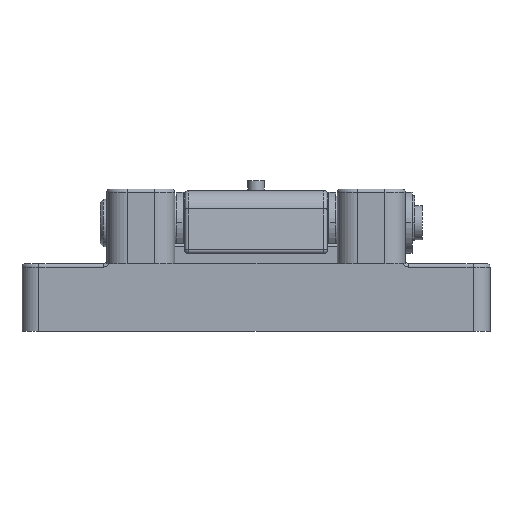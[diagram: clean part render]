
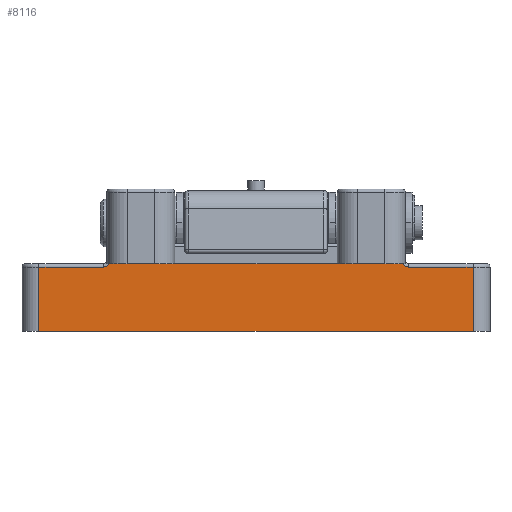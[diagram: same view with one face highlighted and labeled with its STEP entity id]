
A CAD part, left-side view. The second image highlights one B-rep face of the part: STEP entity #8116.
In plain terms, the highlighted face is planar.
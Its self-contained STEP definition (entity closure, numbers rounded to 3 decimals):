
#211 = CARTESIAN_POINT ( 'NONE',  ( 11., 45., -10. ) ) ;
#324 = CARTESIAN_POINT ( 'NONE',  ( 6.8, 25., -10. ) ) ;
#824 = VECTOR ( 'NONE', #9482, 1000. ) ;
#1006 = AXIS2_PLACEMENT_3D ( 'NONE', #211, #8019, #13660 ) ;
#1164 = ORIENTED_EDGE ( 'NONE', *, *, #15941, .T. ) ;
#1273 = DIRECTION ( 'NONE',  ( 1., 0., 0. ) ) ;
#1282 = VERTEX_POINT ( 'NONE', #10818 ) ;
#1376 = VERTEX_POINT ( 'NONE', #3450 ) ;
#1459 = VERTEX_POINT ( 'NONE', #14490 ) ;
#1471 = CARTESIAN_POINT ( 'NONE',  ( 6.8, -24., -10. ) ) ;
#1624 = CARTESIAN_POINT ( 'NONE',  ( 0., -43., -10. ) ) ;
#1709 = DIRECTION ( 'NONE',  ( 0., -1., 0. ) ) ;
#1766 = ORIENTED_EDGE ( 'NONE', *, *, #8735, .T. ) ;
#1862 = VERTEX_POINT ( 'NONE', #324 ) ;
#2371 = DIRECTION ( 'NONE',  ( 0., 0., 1. ) ) ;
#2478 = LINE ( 'NONE', #5140, #14358 ) ;
#2527 = CARTESIAN_POINT ( 'NONE',  ( 6.8, -25., -10. ) ) ;
#2688 = ORIENTED_EDGE ( 'NONE', *, *, #15597, .T. ) ;
#2847 = CARTESIAN_POINT ( 'NONE',  ( 32., -64., -10. ) ) ;
#2928 = EDGE_CURVE ( 'NONE', #1862, #16498, #8654, .T. ) ;
#3021 = CARTESIAN_POINT ( 'NONE',  ( 13., -64., -10. ) ) ;
#3198 = VERTEX_POINT ( 'NONE', #16324 ) ;
#3450 = CARTESIAN_POINT ( 'NONE',  ( 13., -45., -10. ) ) ;
#3453 = LINE ( 'NONE', #4692, #9728 ) ;
#3489 = LINE ( 'NONE', #8888, #10945 ) ;
#4120 = CARTESIAN_POINT ( 'NONE',  ( 13., 45., -10. ) ) ;
#4324 = CARTESIAN_POINT ( 'NONE',  ( 13., 69., -10. ) ) ;
#4432 = CARTESIAN_POINT ( 'NONE',  ( 0., 64., -10. ) ) ;
#4692 = CARTESIAN_POINT ( 'NONE',  ( 0., 43., -10. ) ) ;
#4826 = EDGE_CURVE ( 'NONE', #17233, #1376, #16508, .T. ) ;
#4885 = ORIENTED_EDGE ( 'NONE', *, *, #7087, .F. ) ;
#4945 = ORIENTED_EDGE ( 'NONE', *, *, #10685, .T. ) ;
#5100 = ORIENTED_EDGE ( 'NONE', *, *, #6914, .T. ) ;
#5140 = CARTESIAN_POINT ( 'NONE',  ( 12., -64., -10. ) ) ;
#5236 = LINE ( 'NONE', #9315, #824 ) ;
#5878 = LINE ( 'NONE', #8705, #15699 ) ;
#6082 = DIRECTION ( 'NONE',  ( 1., 0., 0. ) ) ;
#6102 = AXIS2_PLACEMENT_3D ( 'NONE', #9847, #10174, #6082 ) ;
#6214 = EDGE_CURVE ( 'NONE', #10369, #16498, #9674, .T. ) ;
#6323 = LINE ( 'NONE', #2527, #14088 ) ;
#6351 = FACE_OUTER_BOUND ( 'NONE', #14764, .T. ) ;
#6374 = ORIENTED_EDGE ( 'NONE', *, *, #13370, .T. ) ;
#6424 = VECTOR ( 'NONE', #7007, 1000. ) ;
#6664 = VERTEX_POINT ( 'NONE', #7575 ) ;
#6760 = VECTOR ( 'NONE', #14037, 1000. ) ;
#6884 = EDGE_CURVE ( 'NONE', #1459, #11431, #7244, .T. ) ;
#6914 = EDGE_CURVE ( 'NONE', #14974, #17299, #12090, .T. ) ;
#7007 = DIRECTION ( 'NONE',  ( 1., 0., 0. ) ) ;
#7087 = EDGE_CURVE ( 'NONE', #13338, #17299, #5878, .T. ) ;
#7166 = VECTOR ( 'NONE', #9566, 1000. ) ;
#7244 = CIRCLE ( 'NONE', #1006, 2. ) ;
#7415 = ORIENTED_EDGE ( 'NONE', *, *, #8493, .T. ) ;
#7575 = CARTESIAN_POINT ( 'NONE',  ( 6.8, -25., -10. ) ) ;
#7686 = PLANE ( 'NONE',  #10095 ) ;
#7773 = DIRECTION ( 'NONE',  ( 1., 0., 0. ) ) ;
#8019 = DIRECTION ( 'NONE',  ( 0., 0., 1. ) ) ;
#8116 = ADVANCED_FACE ( 'NONE', ( #6351 ), #7686, .F. ) ;
#8199 = DIRECTION ( 'NONE',  ( -1., 0., 0. ) ) ;
#8219 = DIRECTION ( 'NONE',  ( 0., 1., 0. ) ) ;
#8245 = LINE ( 'NONE', #4432, #6424 ) ;
#8493 = EDGE_CURVE ( 'NONE', #3198, #13284, #3489, .T. ) ;
#8506 = CARTESIAN_POINT ( 'NONE',  ( 0., 69., -10. ) ) ;
#8654 = LINE ( 'NONE', #9994, #6760 ) ;
#8705 = CARTESIAN_POINT ( 'NONE',  ( 0., 69., -10. ) ) ;
#8735 = EDGE_CURVE ( 'NONE', #10369, #1459, #3453, .T. ) ;
#8788 = CARTESIAN_POINT ( 'NONE',  ( 0., 43., -10. ) ) ;
#8888 = CARTESIAN_POINT ( 'NONE',  ( 32., 69., -10. ) ) ;
#8917 = CARTESIAN_POINT ( 'NONE',  ( 11., -43., -10. ) ) ;
#9315 = CARTESIAN_POINT ( 'NONE',  ( 13., 69., -10. ) ) ;
#9482 = DIRECTION ( 'NONE',  ( 0., 1., 0. ) ) ;
#9526 = VECTOR ( 'NONE', #8199, 1000. ) ;
#9566 = DIRECTION ( 'NONE',  ( 0., 1., 0. ) ) ;
#9674 = LINE ( 'NONE', #8506, #17402 ) ;
#9728 = VECTOR ( 'NONE', #10269, 1000. ) ;
#9761 = DIRECTION ( 'NONE',  ( 0., -1., 0. ) ) ;
#9847 = CARTESIAN_POINT ( 'NONE',  ( 11., -45., -10. ) ) ;
#9994 = CARTESIAN_POINT ( 'NONE',  ( 0., 25., -10. ) ) ;
#10073 = CIRCLE ( 'NONE', #6102, 2. ) ;
#10095 = AXIS2_PLACEMENT_3D ( 'NONE', #17035, #2371, #7773 ) ;
#10174 = DIRECTION ( 'NONE',  ( 0., 0., 1. ) ) ;
#10269 = DIRECTION ( 'NONE',  ( 1., 0., 0. ) ) ;
#10306 = ORIENTED_EDGE ( 'NONE', *, *, #16482, .T. ) ;
#10369 = VERTEX_POINT ( 'NONE', #8788 ) ;
#10685 = EDGE_CURVE ( 'NONE', #1376, #14974, #10073, .T. ) ;
#10757 = VECTOR ( 'NONE', #8219, 1000. ) ;
#10818 = CARTESIAN_POINT ( 'NONE',  ( 13., 64., -10. ) ) ;
#10945 = VECTOR ( 'NONE', #1709, 1000. ) ;
#11392 = ORIENTED_EDGE ( 'NONE', *, *, #4826, .T. ) ;
#11431 = VERTEX_POINT ( 'NONE', #4120 ) ;
#12090 = LINE ( 'NONE', #1624, #9526 ) ;
#12249 = CARTESIAN_POINT ( 'NONE',  ( 0., 25., -10. ) ) ;
#12592 = DIRECTION ( 'NONE',  ( 0., -1., 0. ) ) ;
#13284 = VERTEX_POINT ( 'NONE', #2847 ) ;
#13338 = VERTEX_POINT ( 'NONE', #15041 ) ;
#13370 = EDGE_CURVE ( 'NONE', #1282, #3198, #8245, .T. ) ;
#13660 = DIRECTION ( 'NONE',  ( 1., 0., 0. ) ) ;
#14030 = ORIENTED_EDGE ( 'NONE', *, *, #2928, .T. ) ;
#14037 = DIRECTION ( 'NONE',  ( -1., 0., 0. ) ) ;
#14088 = VECTOR ( 'NONE', #1273, 1000. ) ;
#14358 = VECTOR ( 'NONE', #17313, 1000. ) ;
#14490 = CARTESIAN_POINT ( 'NONE',  ( 11., 43., -10. ) ) ;
#14646 = EDGE_CURVE ( 'NONE', #13284, #17233, #2478, .T. ) ;
#14764 = EDGE_LOOP ( 'NONE', ( #4945, #5100, #4885, #2688, #10306, #14030, #17148, #1766, #15688, #1164, #6374, #7415, #16397, #11392 ) ) ;
#14974 = VERTEX_POINT ( 'NONE', #8917 ) ;
#15041 = CARTESIAN_POINT ( 'NONE',  ( 0., -25., -10. ) ) ;
#15269 = LINE ( 'NONE', #1471, #10757 ) ;
#15597 = EDGE_CURVE ( 'NONE', #13338, #6664, #6323, .T. ) ;
#15688 = ORIENTED_EDGE ( 'NONE', *, *, #6884, .T. ) ;
#15699 = VECTOR ( 'NONE', #12592, 1000. ) ;
#15941 = EDGE_CURVE ( 'NONE', #11431, #1282, #5236, .T. ) ;
#16324 = CARTESIAN_POINT ( 'NONE',  ( 32., 64., -10. ) ) ;
#16397 = ORIENTED_EDGE ( 'NONE', *, *, #14646, .T. ) ;
#16482 = EDGE_CURVE ( 'NONE', #6664, #1862, #15269, .T. ) ;
#16498 = VERTEX_POINT ( 'NONE', #12249 ) ;
#16508 = LINE ( 'NONE', #4324, #7166 ) ;
#16788 = CARTESIAN_POINT ( 'NONE',  ( 0., -43., -10. ) ) ;
#17035 = CARTESIAN_POINT ( 'NONE',  ( 0., 69., -10. ) ) ;
#17148 = ORIENTED_EDGE ( 'NONE', *, *, #6214, .F. ) ;
#17233 = VERTEX_POINT ( 'NONE', #3021 ) ;
#17299 = VERTEX_POINT ( 'NONE', #16788 ) ;
#17313 = DIRECTION ( 'NONE',  ( -1., 0., 0. ) ) ;
#17402 = VECTOR ( 'NONE', #9761, 1000. ) ;
